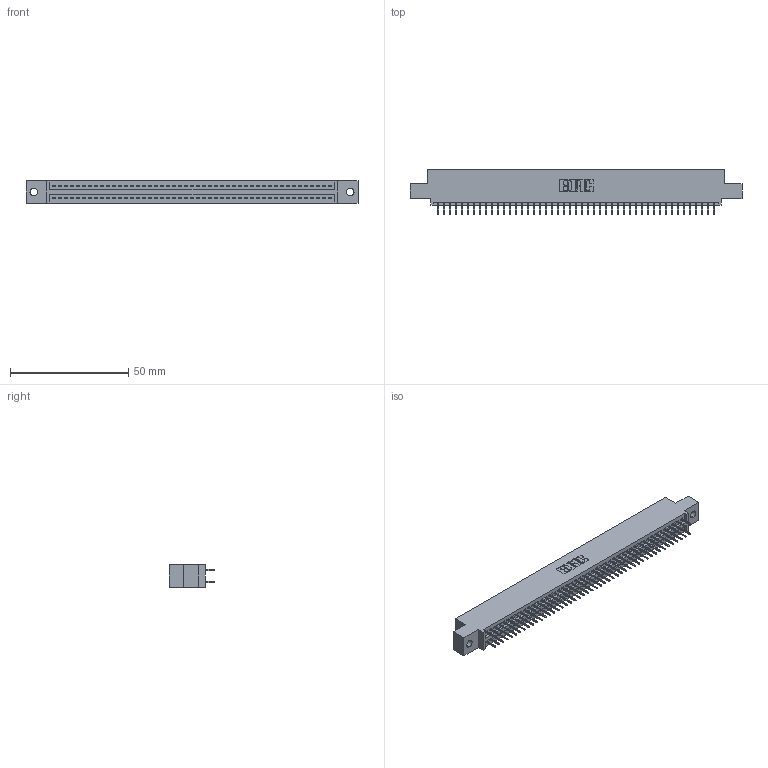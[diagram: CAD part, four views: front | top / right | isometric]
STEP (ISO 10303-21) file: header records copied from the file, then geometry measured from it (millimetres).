
FILE_DESCRIPTION (( 'STEP AP203' ), '1' );
FILE_NAME ('395-094-524-502.STEP', '2019-10-25T21:41:12', ( '' ), ( '' ), 'SwSTEP 2.0', 'SolidWorks 2016', '' );
FILE_SCHEMA (( 'CONFIG_CONTROL_DESIGN' ));
Length unit declared in the file: inch
Products named in the file (3): 345-292-001_345-293-124; 395-094-524-502; 345 Part_0.110 Offset - 0.128 Dia
Assembly tree (95 placements, depth 2):
  395-094-524-502
    345 Part_0.110 Offset - 0.128 Dia
    345-292-001_345-293-124  x94
Bounding box: 140.59 x 19.35 x 9.4 mm (x, y, z)
Volume: 13451.1 mm3; surface area: 19424.4 mm2
Topology: 95 solids, 95 shells, 5206 faces, 14735 edges, 9446 vertices
Faces by surface type: plane 3750, cylinder 1456
Entity records: 36413 total; most frequent: CARTESIAN_POINT 6100, ORIENTED_EDGE 6034, DIRECTION 5373, EDGE_CURVE 3017, LINE 2701, VECTOR 2701, VERTEX_POINT 2006, AXIS2_PLACEMENT_3D 1336
